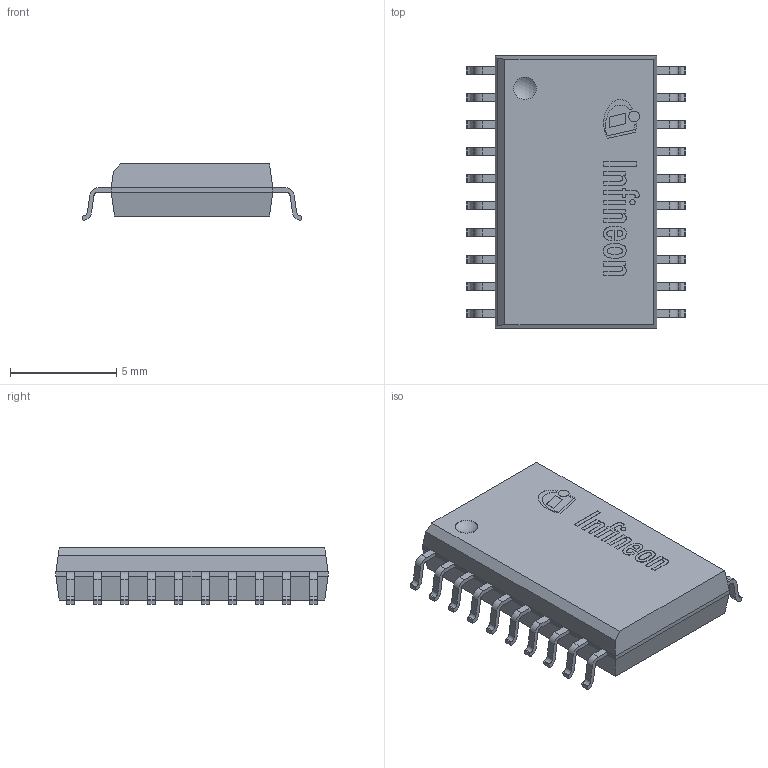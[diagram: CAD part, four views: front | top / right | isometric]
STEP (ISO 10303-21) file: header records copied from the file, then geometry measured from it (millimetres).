
FILE_DESCRIPTION(/* description */ (''),/* implementation_level */ '2;1');
FILE_NAME(/* name */ 'PG-DSO-20-31_Z8B00005135_V15_3D.stp',/* time_stamp */ '2025-09-02T19:30:49+05:30',/* author */ ('sivamani'),/* organization */ (''),/* preprocessor_version */ 'ST-DEVELOPER v19.2',/* originating_system */ 'AutoCAD Mechanical',/* authorisation */ '');
FILE_SCHEMA (('AUTOMOTIVE_DESIGN { 1 0 10303 214 3 1 1 }','INTEGRATED_CNC_SCHEMA'));
Length unit declared in the file: millimetre
Products named in the file (1): Product
Bounding box: 10.3 x 12.8 x 2.66 mm (x, y, z)
Volume: 232.7 mm3; surface area: 734.6 mm2
Topology: 36 solids, 36 shells, 514 faces, 1317 edges, 878 vertices
Faces by surface type: plane 308, cylinder 200, sphere 3, torus 3
Full cylindrical faces by diameter (mm): 0.247 x1, 0.509 x1, 1.058 x2, 1.5 x1, 2.4 x1
Entity records: 15671 total; most frequent: DIRECTION 2756, CARTESIAN_POINT 2710, ORIENTED_EDGE 2634, EDGE_CURVE 1317, AXIS2_PLACEMENT_3D 924, LINE 908, VECTOR 908, VERTEX_POINT 878
